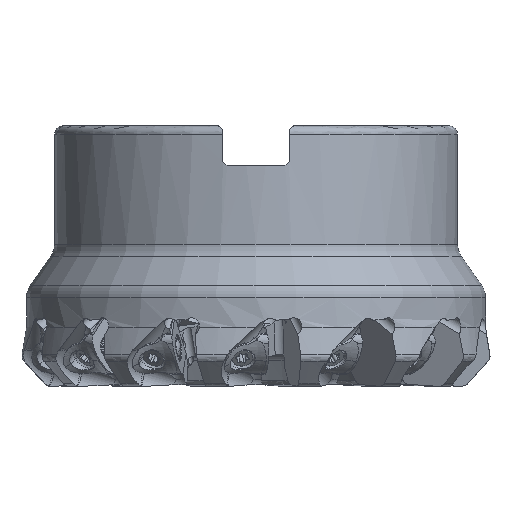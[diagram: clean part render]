
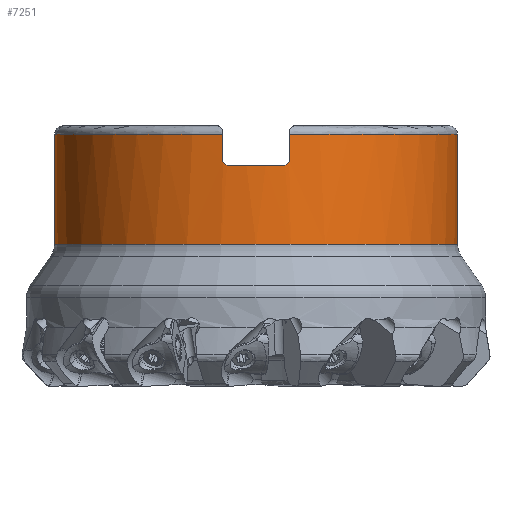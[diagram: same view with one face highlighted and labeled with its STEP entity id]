
A CAD part, front view. The second image highlights one B-rep face of the part: STEP entity #7251.
In plain terms, the highlighted cylindrical face has radius 48.25 mm (diameter 96.5 mm), a partial arc.
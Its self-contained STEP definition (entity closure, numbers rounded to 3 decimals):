
#1666=CYLINDRICAL_SURFACE('',#41281,48.25);
#3121=LINE('',#71458,#5031);
#3122=LINE('',#71459,#5032);
#3123=LINE('',#71463,#5033);
#3124=LINE('',#71477,#5034);
#5031=VECTOR('',#48605,1.);
#5032=VECTOR('',#48606,1.);
#5033=VECTOR('',#48609,1.);
#5034=VECTOR('',#48612,1.);
#7251=ADVANCED_FACE('',(#9854),#1666,.T.);
#9854=FACE_OUTER_BOUND('',#12024,.T.);
#12024=EDGE_LOOP('',(#20938,#20939,#20940,#20941,#20942,#20943,#20944,#20945,
#20946,#20947,#20948));
#14057=CIRCLE('',#41273,48.25);
#14059=CIRCLE('',#41277,48.25);
#14060=CIRCLE('',#41278,48.25);
#14061=CIRCLE('',#41279,48.25);
#14062=CIRCLE('',#41280,48.25);
#20938=ORIENTED_EDGE('',*,*,#33911,.T.);
#20939=ORIENTED_EDGE('',*,*,#33912,.T.);
#20940=ORIENTED_EDGE('',*,*,#33913,.F.);
#20941=ORIENTED_EDGE('',*,*,#33909,.F.);
#20942=ORIENTED_EDGE('',*,*,#33914,.F.);
#20943=ORIENTED_EDGE('',*,*,#33915,.T.);
#20944=ORIENTED_EDGE('',*,*,#33916,.F.);
#20945=ORIENTED_EDGE('',*,*,#33917,.F.);
#20946=ORIENTED_EDGE('',*,*,#33918,.T.);
#20947=ORIENTED_EDGE('',*,*,#33919,.T.);
#20948=ORIENTED_EDGE('',*,*,#33920,.T.);
#29133=VERTEX_POINT('',#71444);
#29134=VERTEX_POINT('',#71446);
#29135=VERTEX_POINT('',#71454);
#29136=VERTEX_POINT('',#71455);
#29137=VERTEX_POINT('',#71457);
#29138=VERTEX_POINT('',#71460);
#29139=VERTEX_POINT('',#71462);
#29140=VERTEX_POINT('',#71464);
#29141=VERTEX_POINT('',#71469);
#29142=VERTEX_POINT('',#71471);
#29143=VERTEX_POINT('',#71476);
#33909=EDGE_CURVE('',#29134,#29133,#14057,.T.);
#33911=EDGE_CURVE('',#29135,#29136,#14059,.T.);
#33912=EDGE_CURVE('',#29136,#29137,#14060,.T.);
#33913=EDGE_CURVE('',#29133,#29137,#3121,.T.);
#33914=EDGE_CURVE('',#29138,#29134,#3122,.T.);
#33915=EDGE_CURVE('',#29138,#29139,#14061,.T.);
#33916=EDGE_CURVE('',#29140,#29139,#3123,.T.);
#33917=EDGE_CURVE('',#29141,#29140,#38257,.T.);
#33918=EDGE_CURVE('',#29141,#29142,#14062,.T.);
#33919=EDGE_CURVE('',#29142,#29143,#38258,.T.);
#33920=EDGE_CURVE('',#29143,#29135,#3124,.T.);
#38257=B_SPLINE_CURVE_WITH_KNOTS('',3,(#71465,#71466,#71467,#71468),
 .UNSPECIFIED.,.F.,.F.,(4,4),(0.,1.),.UNSPECIFIED.);
#38258=B_SPLINE_CURVE_WITH_KNOTS('',3,(#71472,#71473,#71474,#71475),
 .UNSPECIFIED.,.F.,.F.,(4,4),(0.,1.),.UNSPECIFIED.);
#41273=AXIS2_PLACEMENT_3D('',#71449,#48593,#48594);
#41277=AXIS2_PLACEMENT_3D('',#71453,#48601,#48602);
#41278=AXIS2_PLACEMENT_3D('',#71456,#48603,#48604);
#41279=AXIS2_PLACEMENT_3D('',#71461,#48607,#48608);
#41280=AXIS2_PLACEMENT_3D('',#71470,#48610,#48611);
#41281=AXIS2_PLACEMENT_3D('',#71478,#48613,#48614);
#48593=DIRECTION('',(0.,0.,-1.));
#48594=DIRECTION('',(1.,0.,0.));
#48601=DIRECTION('',(0.,0.,-1.));
#48602=DIRECTION('',(-0.165,-0.986,0.));
#48603=DIRECTION('',(0.,0.,-1.));
#48604=DIRECTION('',(-1.,0.,0.));
#48605=DIRECTION('',(0.,0.,1.));
#48606=DIRECTION('',(0.,0.,-1.));
#48607=DIRECTION('',(0.,0.,-1.));
#48608=DIRECTION('',(1.,0.,0.));
#48609=DIRECTION('',(0.,0.,1.));
#48610=DIRECTION('',(0.,0.,-1.));
#48611=DIRECTION('',(0.144,-0.99,0.));
#48612=DIRECTION('',(0.,0.,1.));
#48613=DIRECTION('',(0.,0.,-1.));
#48614=DIRECTION('',(-1.,0.,0.));
#71444=CARTESIAN_POINT('',(-48.25,0.,-28.351));
#71446=CARTESIAN_POINT('',(48.25,0.,-28.351));
#71449=CARTESIAN_POINT('',(0.,0.,-28.351));
#71453=CARTESIAN_POINT('',(0.,0.,-2.));
#71454=CARTESIAN_POINT('',(-7.937,-47.593,-2.));
#71455=CARTESIAN_POINT('',(-48.25,-0.016,-2.));
#71456=CARTESIAN_POINT('',(0.,0.,-2.));
#71457=CARTESIAN_POINT('',(-48.25,0.,-2.));
#71458=CARTESIAN_POINT('',(-48.25,0.,-28.351));
#71459=CARTESIAN_POINT('',(48.25,0.,-2.));
#71460=CARTESIAN_POINT('',(48.25,0.,-2.));
#71461=CARTESIAN_POINT('',(0.,0.,-2.));
#71462=CARTESIAN_POINT('',(7.938,-47.593,-2.));
#71463=CARTESIAN_POINT('',(7.938,-47.593,-8.525));
#71464=CARTESIAN_POINT('',(7.938,-47.593,-8.525));
#71465=CARTESIAN_POINT('',(6.937,-47.749,-9.525));
#71466=CARTESIAN_POINT('',(7.271,-47.7,-9.191));
#71467=CARTESIAN_POINT('',(7.604,-47.648,-8.858));
#71468=CARTESIAN_POINT('',(7.938,-47.593,-8.525));
#71469=CARTESIAN_POINT('',(6.938,-47.749,-9.525));
#71470=CARTESIAN_POINT('',(0.,0.,-9.525));
#71471=CARTESIAN_POINT('',(-6.938,-47.749,-9.525));
#71472=CARTESIAN_POINT('',(-6.937,-47.749,-9.525));
#71473=CARTESIAN_POINT('',(-7.271,-47.7,-9.191));
#71474=CARTESIAN_POINT('',(-7.604,-47.648,-8.858));
#71475=CARTESIAN_POINT('',(-7.938,-47.593,-8.525));
#71476=CARTESIAN_POINT('',(-7.938,-47.593,-8.525));
#71477=CARTESIAN_POINT('',(-7.938,-47.593,-8.525));
#71478=CARTESIAN_POINT('',(0.,0.,-1.473));
